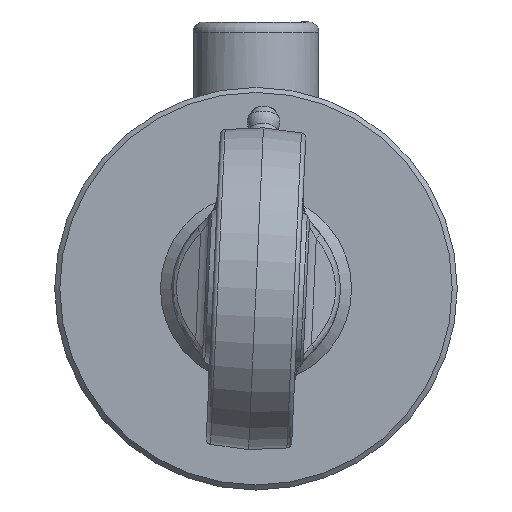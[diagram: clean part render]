
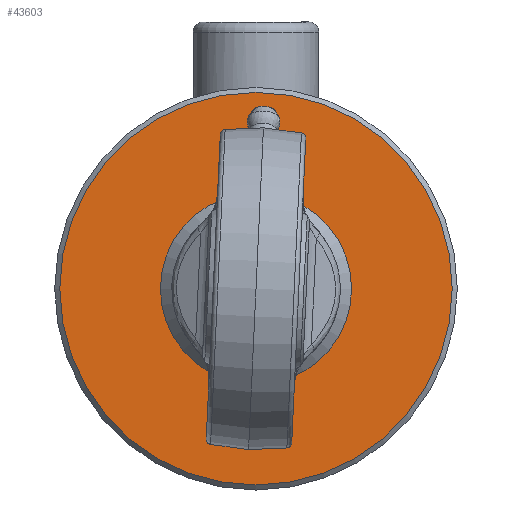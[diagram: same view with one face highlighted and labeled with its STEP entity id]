
A CAD part, front view. The second image highlights one B-rep face of the part: STEP entity #43603.
In plain terms, the highlighted planar face has unit normal (0, -1, 0).
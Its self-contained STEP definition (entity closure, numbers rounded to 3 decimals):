
#43569=CARTESIAN_POINT('',(0.,-278.0,39.));
#43570=VERTEX_POINT('',#43569);
#43571=CARTESIAN_POINT('',(0.0,-278.0,0.));
#43572=DIRECTION('',(0.0,1.0,0.0));
#43573=DIRECTION('',(0.0,0.0,-1.0));
#43574=AXIS2_PLACEMENT_3D('',#43571,#43572,#43573);
#43575=CIRCLE('',#43574,39.);
#43576=EDGE_CURVE('',#43570,#43570,#43575,.T.);
#43584=CARTESIAN_POINT('',(0.0,-278.0,29.5));
#43585=DIRECTION('',(0.0,-1.0,0.0));
#43586=DIRECTION('',(0.0,0.0,-1.0));
#43587=AXIS2_PLACEMENT_3D('',#43584,#43585,#43586);
#43588=PLANE('',#43587);
#43589=ORIENTED_EDGE('',*,*,#43576,.F.);
#43590=EDGE_LOOP('',(#43589));
#43591=FACE_OUTER_BOUND('',#43590,.T.);
#43592=CARTESIAN_POINT('',(0.0,-278.0,19.));
#43593=VERTEX_POINT('',#43592);
#43594=CARTESIAN_POINT('',(0.0,-278.0,0.));
#43595=DIRECTION('',(0.0,1.0,0.0));
#43596=DIRECTION('',(0.0,0.0,1.0));
#43597=AXIS2_PLACEMENT_3D('',#43594,#43595,#43596);
#43598=CIRCLE('',#43597,19.);
#43599=EDGE_CURVE('',#43593,#43593,#43598,.T.);
#43600=ORIENTED_EDGE('',*,*,#43599,.T.);
#43601=EDGE_LOOP('',(#43600));
#43602=FACE_BOUND('',#43601,.T.);
#43603=ADVANCED_FACE('',(#43591,#43602),#43588,.T.);
